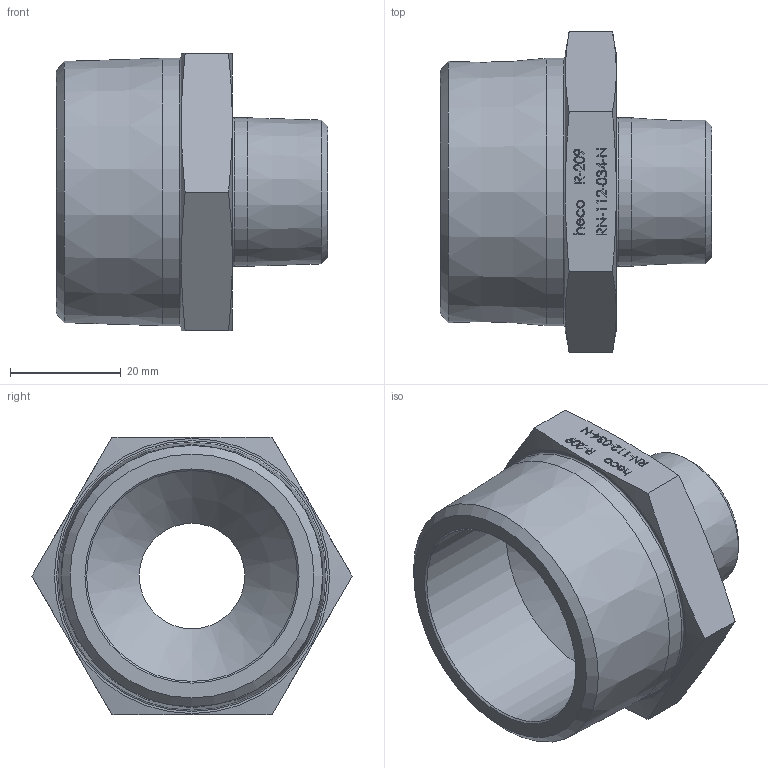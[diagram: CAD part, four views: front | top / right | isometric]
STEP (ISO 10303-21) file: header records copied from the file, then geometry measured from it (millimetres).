
FILE_DESCRIPTION (( 'STEP AP214' ), '1' );
FILE_NAME ('heco RN-112-034-N R-209 2011.STEP', '2020-11-04T14:29:42', ( '' ), ( '' ), 'SwSTEP 2.0', 'SolidWorks 2019', '' );
FILE_SCHEMA (( 'AUTOMOTIVE_DESIGN' ));
Length unit declared in the file: millimetre
Products named in the file (1): heco RN-112-034-N R-209 2011
Bounding box: 49 x 57.73 x 50.01 mm (x, y, z)
Volume: 34516.6 mm3; surface area: 13649.4 mm2
Topology: 1 solids, 1 shells, 266 faces, 693 edges, 460 vertices
Faces by surface type: plane 153, bspline 98, cone 9, cylinder 4, torus 2
Full cylindrical faces by diameter (mm): 19 x1, 26.753 x1, 38 x1, 48.203 x1
Entity records: 16195 total; most frequent: CARTESIAN_POINT 7839, ORIENTED_EDGE 1344, DIRECTION 820, EDGE_CURVE 672, VERTEX_POINT 454, VECTOR 446, LINE 446, EDGE_LOOP 314
